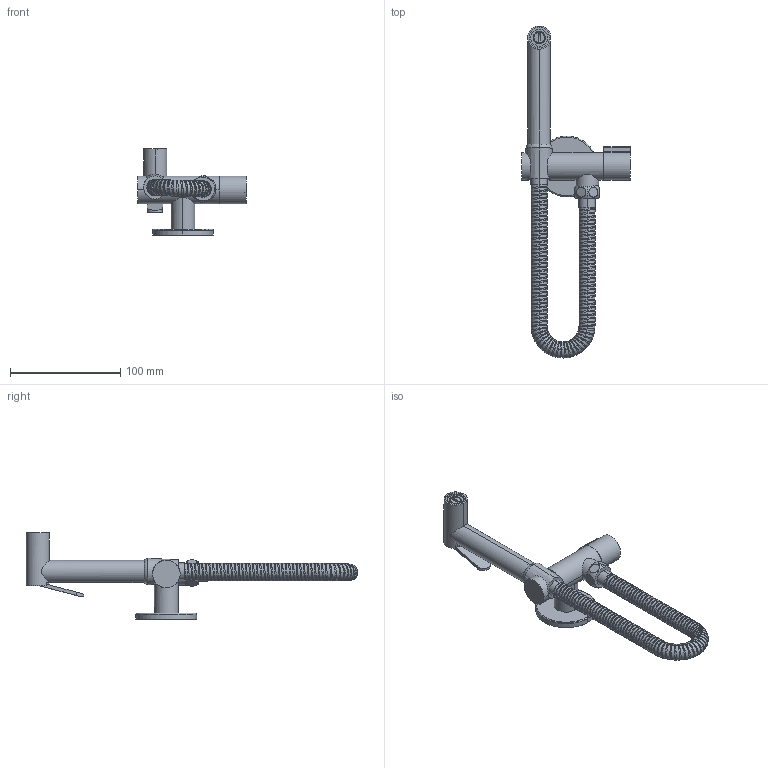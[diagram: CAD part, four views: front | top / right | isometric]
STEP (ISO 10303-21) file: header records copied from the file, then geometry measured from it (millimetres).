
FILE_DESCRIPTION((''),'2;1');
FILE_NAME('ZDUP109CR','2021-05-05T09:02:18',('ut3'),('PAFFONI SpA'),'CREO PARAMETRIC BY PTC INC, 2020044','CREO PARAMETRIC BY PTC INC, 2020044','');
FILE_SCHEMA(('CONFIG_CONTROL_DESIGN','SHAPE_APPEARANCE_LAYERS_GROUPS'));
Length unit declared in the file: millimetre
Products named in the file (1): ZDUP109CR
Bounding box: 98.5 x 300.78 x 78.32 mm (x, y, z)
Volume: 122097.1 mm3; surface area: 65368 mm2
Topology: 1 solids, 1 shells, 559 faces, 1494 edges, 970 vertices
Faces by surface type: cylinder 295, bspline 148, plane 65, cone 26, torus 22, revolution 2, extrusion 1
Entity records: 73330 total; most frequent: CARTESIAN_POINT 60837, ORIENTED_EDGE 2984, DIRECTION 1903, EDGE_CURVE 1492, VERTEX_POINT 970, B_SPLINE_CURVE_WITH_KNOTS 728, AXIS2_PLACEMENT_3D 725, EDGE_LOOP 646
